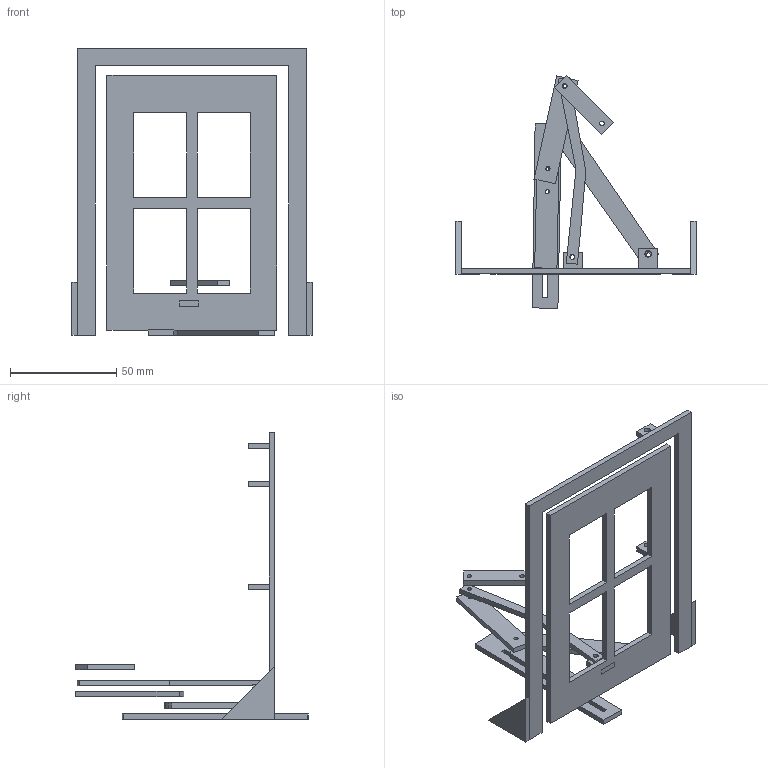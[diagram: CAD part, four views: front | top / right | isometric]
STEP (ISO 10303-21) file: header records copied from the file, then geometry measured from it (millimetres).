
FILE_DESCRIPTION(/* description */ (''),/* implementation_level */ '2;1');
FILE_NAME(/* name */ 'step.stp',/* time_stamp */ '2021-12-29T21:56:39+08:00',/* author */ (''),/* organization */ (''),/* preprocessor_version */ 'ST-DEVELOPER v15.2',/* originating_system */ 'Autodesk Translator Framework v2.0.0.5431',/* authorisation */ '');
FILE_SCHEMA (('AUTOMOTIVE_DESIGN { 1 0 10303 214 3 1 1 }'));
Length unit declared in the file: centimetre
Products named in the file (1): x1
Bounding box: 113.1 x 109.54 x 135 mm (x, y, z)
Volume: 32315.9 mm3; surface area: 33628.4 mm2
Topology: 14 solids, 14 shells, 132 faces, 340 edges, 236 vertices
Faces by surface type: plane 118, bspline 14
Entity records: 6178 total; most frequent: CARTESIAN_POINT 2991, ORIENTED_EDGE 680, DIRECTION 522, EDGE_CURVE 340, LINE 284, VECTOR 284, VERTEX_POINT 236, EDGE_LOOP 170
